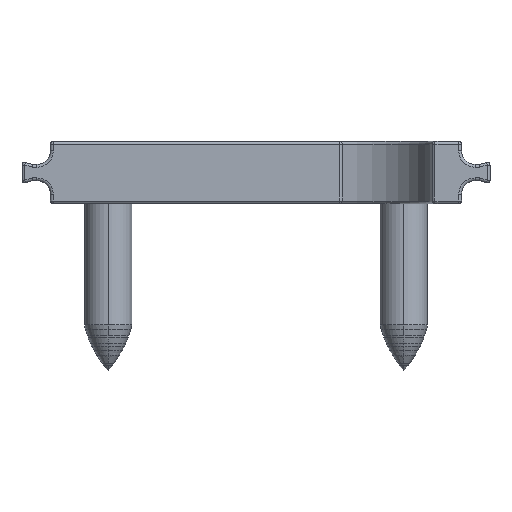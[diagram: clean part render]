
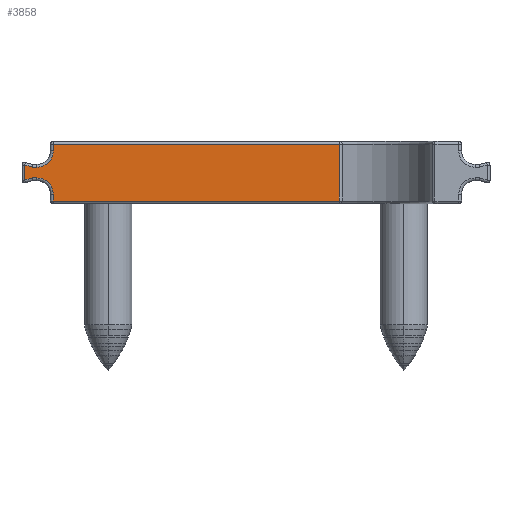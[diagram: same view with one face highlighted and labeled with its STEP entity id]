
A CAD part, left-side view. The second image highlights one B-rep face of the part: STEP entity #3858.
In plain terms, the highlighted planar face has unit normal (-1, 0, 0).
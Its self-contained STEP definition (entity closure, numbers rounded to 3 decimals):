
#347=DIRECTION('',(0.,0.,-1.));
#348=VECTOR('',#347,4.2);
#349=CARTESIAN_POINT('',(-0.298,-41.74,2.1));
#350=LINE('',#349,#348);
#351=DIRECTION('',(0.,1.,0.));
#352=VECTOR('',#351,21.1);
#353=CARTESIAN_POINT('',(-0.298,-41.74,-2.1));
#354=LINE('',#353,#352);
#355=DIRECTION('',(0.,0.,1.));
#356=VECTOR('',#355,0.5);
#357=CARTESIAN_POINT('',(-0.298,-20.64,-2.1));
#358=LINE('',#357,#356);
#359=CARTESIAN_POINT('',(-0.298,-19.44,-1.6));
#360=DIRECTION('',(-1.,0.,0.));
#361=DIRECTION('',(0.,-1.,0.));
#362=AXIS2_PLACEMENT_3D('',#359,#360,#361);
#364=DIRECTION('',(0.,1.,0.));
#365=VECTOR('',#364,0.326);
#366=CARTESIAN_POINT('',(-0.298,-19.44,-0.4));
#367=LINE('',#366,#365);
#368=DIRECTION('',(0.,0.966,-0.259));
#369=VECTOR('',#368,0.594);
#370=CARTESIAN_POINT('',(-0.298,-19.113,-0.4));
#371=LINE('',#370,#369);
#372=DIRECTION('',(0.,-0.966,-0.259));
#373=VECTOR('',#372,0.594);
#374=CARTESIAN_POINT('',(-0.298,-18.54,
0.554));
#375=LINE('',#374,#373);
#376=CARTESIAN_POINT('',(-0.298,-19.44,1.6));
#377=DIRECTION('',(-1.,0.,0.));
#378=DIRECTION('',(0.,0.,-1.));
#379=AXIS2_PLACEMENT_3D('',#376,#377,#378);
#381=DIRECTION('',(0.,-1.,0.));
#382=VECTOR('',#381,21.1);
#383=CARTESIAN_POINT('',(-0.298,-20.64,2.1));
#384=LINE('',#383,#382);
#459=CARTESIAN_POINT('',(-0.298,-19.113,-0.4));
#466=DIRECTION('',(0.,0.,-1.));
#467=VECTOR('',#466,1.107);
#468=CARTESIAN_POINT('',(-0.298,-18.54,
0.554));
#469=LINE('',#468,#467);
#716=DIRECTION('',(0.,1.,0.));
#717=VECTOR('',#716,0.326);
#718=CARTESIAN_POINT('',(-0.298,-19.44,0.4));
#719=LINE('',#718,#717);
#730=DIRECTION('',(0.,0.,-1.));
#731=VECTOR('',#730,0.5);
#732=CARTESIAN_POINT('',(-0.298,-20.64,2.1));
#733=LINE('',#732,#731);
#2806=CARTESIAN_POINT('',(-0.298,-20.64,2.1));
#2807=CARTESIAN_POINT('',(-0.298,-41.74,2.1));
#2808=VERTEX_POINT('',#2806);
#2809=VERTEX_POINT('',#2807);
#2816=CARTESIAN_POINT('',(-0.298,-41.74,-2.1));
#2817=VERTEX_POINT('',#2816);
#2822=CARTESIAN_POINT('',(-0.298,-20.64,-2.1));
#2823=VERTEX_POINT('',#2822);
#2830=CARTESIAN_POINT('',(-0.298,-20.64,
-1.6));
#2831=VERTEX_POINT('',#2830);
#2906=CARTESIAN_POINT('',(-0.298,-18.54,
-0.554));
#2907=VERTEX_POINT('',#2906);
#2914=VERTEX_POINT('',#459);
#2915=CARTESIAN_POINT('',(-0.298,-19.44,-0.4));
#2916=VERTEX_POINT('',#2915);
#2921=CARTESIAN_POINT('',(-0.298,-18.54,
0.554));
#2922=CARTESIAN_POINT('',(-0.298,-19.113,0.4));
#2923=VERTEX_POINT('',#2921);
#2924=VERTEX_POINT('',#2922);
#2925=CARTESIAN_POINT('',(-0.298,-19.44,0.4));
#2926=CARTESIAN_POINT('',(-0.298,-20.64,
1.6));
#2927=VERTEX_POINT('',#2925);
#2928=VERTEX_POINT('',#2926);
#3830=CARTESIAN_POINT('',(-0.298,-30.14,0.));
#3831=DIRECTION('',(1.,0.,0.));
#3832=DIRECTION('',(0.,0.,1.));
#3833=AXIS2_PLACEMENT_3D('',#3830,#3831,#3832);
#3834=PLANE('',#3833);
#3835=ORIENTED_EDGE('',*,*,#3732,.T.);
#3836=ORIENTED_EDGE('',*,*,#3478,.T.);
#3837=ORIENTED_EDGE('',*,*,#3509,.T.);
#3839=ORIENTED_EDGE('',*,*,#3838,.T.);
#3841=ORIENTED_EDGE('',*,*,#3840,.T.);
#3843=ORIENTED_EDGE('',*,*,#3842,.T.);
#3845=ORIENTED_EDGE('',*,*,#3844,.F.);
#3847=ORIENTED_EDGE('',*,*,#3846,.T.);
#3849=ORIENTED_EDGE('',*,*,#3848,.F.);
#3851=ORIENTED_EDGE('',*,*,#3850,.T.);
#3853=ORIENTED_EDGE('',*,*,#3852,.F.);
#3855=ORIENTED_EDGE('',*,*,#3854,.T.);
#3856=EDGE_LOOP('',(#3835,#3836,#3837,#3839,#3841,#3843,#3845,#3847,#3849,#3851,
#3853,#3855));
#3857=FACE_OUTER_BOUND('',#3856,.F.);
#3858=ADVANCED_FACE('',(#3857),#3834,.F.);
#363=CIRCLE('',#362,1.2);
#380=CIRCLE('',#379,1.2);
#3478=EDGE_CURVE('',#2817,#2823,#354,.T.);
#3509=EDGE_CURVE('',#2823,#2831,#358,.T.);
#3732=EDGE_CURVE('',#2809,#2817,#350,.T.);
#3838=EDGE_CURVE('',#2831,#2916,#363,.T.);
#3840=EDGE_CURVE('',#2916,#2914,#367,.T.);
#3842=EDGE_CURVE('',#2914,#2907,#371,.T.);
#3844=EDGE_CURVE('',#2923,#2907,#469,.T.);
#3846=EDGE_CURVE('',#2923,#2924,#375,.T.);
#3848=EDGE_CURVE('',#2927,#2924,#719,.T.);
#3850=EDGE_CURVE('',#2927,#2928,#380,.T.);
#3852=EDGE_CURVE('',#2808,#2928,#733,.T.);
#3854=EDGE_CURVE('',#2808,#2809,#384,.T.);
